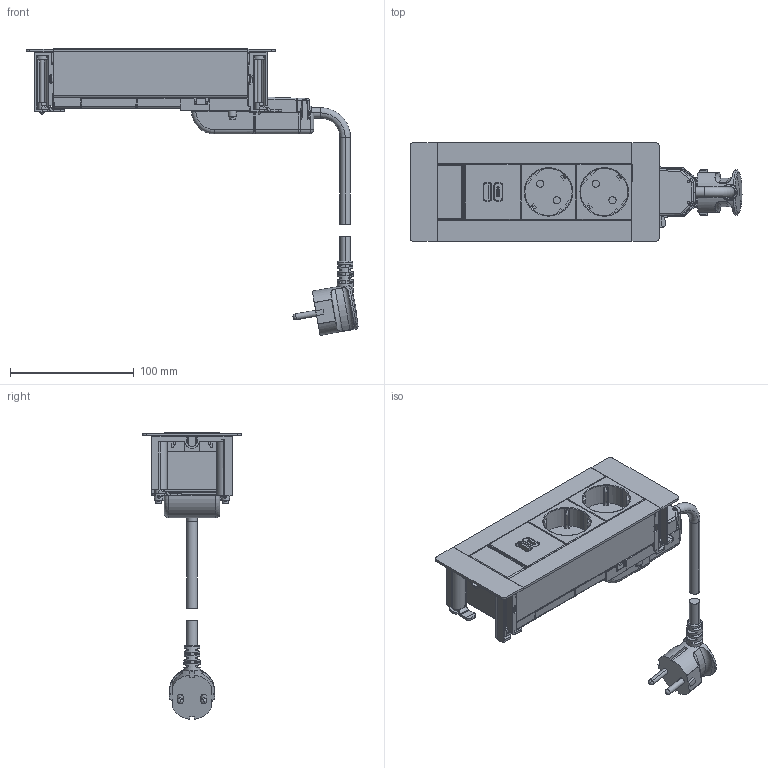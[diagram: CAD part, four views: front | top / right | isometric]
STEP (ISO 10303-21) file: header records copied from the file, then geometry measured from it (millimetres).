
FILE_DESCRIPTION(('CATIA V5 STEP Exchange','CAx-IF Rec.Pracs.--- Model Styling and Organization---1.5--- 2016-08-15','CAx-IF Rec.Pracs.---Supplemental Geometry---1.0---2011-11-01','CAx-IF Rec.Pracs.--- Composite Materials ---1.1---2010-07-15'),'2;1');
FILE_NAME('LG-654780_AllCATPart.stp','2023-10-05T07:38:23+00:00',('none'),('none'),'CATIA Version 5-6 Release 2020 SP3','CATIA V5 STEP AP214 v2','none');
FILE_SCHEMA(('AUTOMOTIVE_DESIGN { 1 0 10303 214 1 1 1 1 }'));
Products named in the file (1): LG-654780_AllCATPart
Bounding box: 268.45 x 80 x 231.85 mm (x, y, z)
Volume: 317850.7 mm3; surface area: 216659.5 mm2
Topology: 36 solids, 36 shells, 2108 faces, 5740 edges, 3672 vertices
Faces by surface type: plane 1237, cylinder 637, torus 77, bspline 56, sphere 40, extrusion 36, cone 23, revolution 2
Entity records: 66787 total; most frequent: CARTESIAN_POINT 16744, ORIENTED_EDGE 11392, DIRECTION 8418, EDGE_CURVE 5696, VECTOR 3967, LINE 3931, VERTEX_POINT 3672, AXIS2_PLACEMENT_3D 2843
